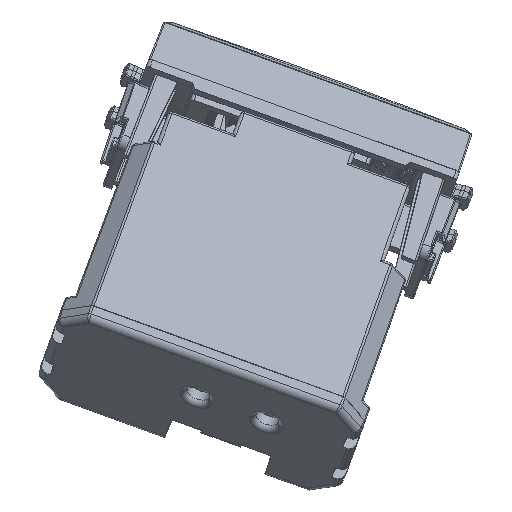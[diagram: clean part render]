
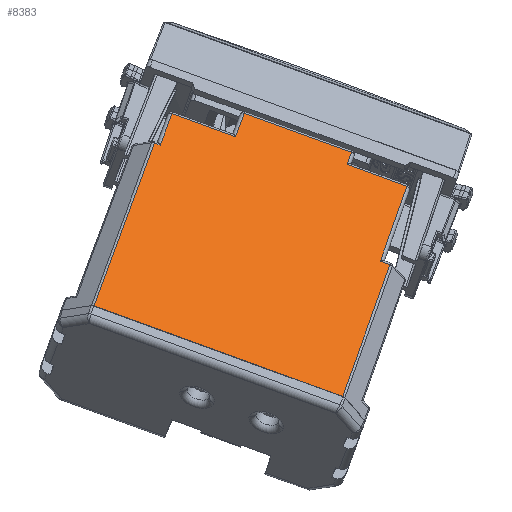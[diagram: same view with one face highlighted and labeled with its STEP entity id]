
A CAD part, left-side view. The second image highlights one B-rep face of the part: STEP entity #8383.
In plain terms, the highlighted face is planar.
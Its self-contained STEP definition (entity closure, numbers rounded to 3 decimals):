
#4129=CARTESIAN_POINT('Vertex',(-18.924,55.302,-8.7)) ;
#4132=CARTESIAN_POINT('Line Origine',(-18.924,37.336,-8.7)) ;
#4136=CARTESIAN_POINT('Vertex',(-18.924,19.369,-8.7)) ;
#8281=CARTESIAN_POINT('Vertex',(-19.124,55.219,14.204)) ;
#8284=CARTESIAN_POINT('Line Origine',(-19.,55.271,0.008)) ;
#8296=CARTESIAN_POINT('Axis2P3D Location',(-19.,59.335,0.)) ;
#8301=CARTESIAN_POINT('Line Origine',(-19.124,54.529,14.204)) ;
#8305=CARTESIAN_POINT('Vertex',(-19.124,53.839,14.204)) ;
#8308=CARTESIAN_POINT('Line Origine',(-19.181,53.783,20.704)) ;
#8312=CARTESIAN_POINT('Vertex',(-19.238,53.726,27.204)) ;
#8315=CARTESIAN_POINT('Line Origine',(-19.238,49.41,27.204)) ;
#8319=CARTESIAN_POINT('Vertex',(-19.238,45.094,27.204)) ;
#8322=CARTESIAN_POINT('Line Origine',(-19.247,45.084,28.254)) ;
#8326=CARTESIAN_POINT('Vertex',(-19.256,45.075,29.304)) ;
#8329=CARTESIAN_POINT('Line Origine',(-19.256,37.336,29.304)) ;
#8333=CARTESIAN_POINT('Vertex',(-19.256,29.596,29.304)) ;
#8336=CARTESIAN_POINT('Line Origine',(-19.238,29.578,27.254)) ;
#8340=CARTESIAN_POINT('Vertex',(-19.22,29.56,25.204)) ;
#8343=CARTESIAN_POINT('Line Origine',(-19.22,24.97,25.204)) ;
#8347=CARTESIAN_POINT('Vertex',(-19.22,20.38,25.204)) ;
#8350=CARTESIAN_POINT('Line Origine',(-19.196,20.356,22.454)) ;
#8354=CARTESIAN_POINT('Vertex',(-19.172,20.332,19.704)) ;
#8357=CARTESIAN_POINT('Line Origine',(-19.172,19.902,19.704)) ;
#8361=CARTESIAN_POINT('Vertex',(-19.172,19.472,19.704)) ;
#8364=CARTESIAN_POINT('Line Origine',(-19.048,19.42,5.502)) ;
#4133=DIRECTION('Vector Direction',(0.,-1.,0.)) ;
#8285=DIRECTION('Vector Direction',(0.009,0.004,-1.)) ;
#8297=DIRECTION('Axis2P3D Direction',(1.,-0.,0.009)) ;
#8298=DIRECTION('Axis2P3D XDirection',(0.009,0.,-1.)) ;
#8302=DIRECTION('Vector Direction',(0.,-1.,0.)) ;
#8309=DIRECTION('Vector Direction',(-0.009,-0.009,1.)) ;
#8316=DIRECTION('Vector Direction',(0.,1.,0.)) ;
#8323=DIRECTION('Vector Direction',(0.009,0.009,-1.)) ;
#8330=DIRECTION('Vector Direction',(0.,1.,0.)) ;
#8337=DIRECTION('Vector Direction',(-0.009,0.009,1.)) ;
#8344=DIRECTION('Vector Direction',(0.,-1.,0.)) ;
#8351=DIRECTION('Vector Direction',(0.009,-0.009,-1.)) ;
#8358=DIRECTION('Vector Direction',(0.,-1.,0.)) ;
#8365=DIRECTION('Vector Direction',(0.009,-0.004,-1.)) ;
#8299=AXIS2_PLACEMENT_3D('Plane Axis2P3D',#8296,#8297,#8298) ;
#8370=ORIENTED_EDGE('',*,*,#8288,.T.) ;
#8371=ORIENTED_EDGE('',*,*,#8307,.T.) ;
#8372=ORIENTED_EDGE('',*,*,#8314,.T.) ;
#8373=ORIENTED_EDGE('',*,*,#8321,.F.) ;
#8374=ORIENTED_EDGE('',*,*,#8328,.F.) ;
#8375=ORIENTED_EDGE('',*,*,#8335,.F.) ;
#8376=ORIENTED_EDGE('',*,*,#8342,.F.) ;
#8377=ORIENTED_EDGE('',*,*,#8349,.T.) ;
#8378=ORIENTED_EDGE('',*,*,#8356,.T.) ;
#8379=ORIENTED_EDGE('',*,*,#8363,.T.) ;
#8380=ORIENTED_EDGE('',*,*,#8368,.T.) ;
#8381=ORIENTED_EDGE('',*,*,#4138,.F.) ;
#4134=VECTOR('Line Direction',#4133,1.) ;
#8286=VECTOR('Line Direction',#8285,1.) ;
#8303=VECTOR('Line Direction',#8302,1.) ;
#8310=VECTOR('Line Direction',#8309,1.) ;
#8317=VECTOR('Line Direction',#8316,1.) ;
#8324=VECTOR('Line Direction',#8323,1.) ;
#8331=VECTOR('Line Direction',#8330,1.) ;
#8338=VECTOR('Line Direction',#8337,1.) ;
#8345=VECTOR('Line Direction',#8344,1.) ;
#8352=VECTOR('Line Direction',#8351,1.) ;
#8359=VECTOR('Line Direction',#8358,1.) ;
#8366=VECTOR('Line Direction',#8365,1.) ;
#8383=ADVANCED_FACE('MANIFOLD_SOLID_BREP #40',(#8382),#8300,.T.) ;
#4138=EDGE_CURVE('',#4130,#4137,#4135,.T.) ;
#8288=EDGE_CURVE('',#4130,#8282,#8287,.F.) ;
#8307=EDGE_CURVE('',#8282,#8306,#8304,.T.) ;
#8314=EDGE_CURVE('',#8306,#8313,#8311,.T.) ;
#8321=EDGE_CURVE('',#8320,#8313,#8318,.T.) ;
#8328=EDGE_CURVE('',#8327,#8320,#8325,.T.) ;
#8335=EDGE_CURVE('',#8334,#8327,#8332,.T.) ;
#8342=EDGE_CURVE('',#8341,#8334,#8339,.T.) ;
#8349=EDGE_CURVE('',#8341,#8348,#8346,.T.) ;
#8356=EDGE_CURVE('',#8348,#8355,#8353,.T.) ;
#8363=EDGE_CURVE('',#8355,#8362,#8360,.T.) ;
#8368=EDGE_CURVE('',#8362,#4137,#8367,.T.) ;
#8369=EDGE_LOOP('',(#8370,#8371,#8372,#8373,#8374,#8375,#8376,#8377,#8378,#8379,#8380,#8381)) ;
#8382=FACE_OUTER_BOUND('',#8369,.T.) ;
#4135=LINE('Line',#4132,#4134) ;
#8287=LINE('Line',#8284,#8286) ;
#8304=LINE('Line',#8301,#8303) ;
#8311=LINE('Line',#8308,#8310) ;
#8318=LINE('Line',#8315,#8317) ;
#8325=LINE('Line',#8322,#8324) ;
#8332=LINE('Line',#8329,#8331) ;
#8339=LINE('Line',#8336,#8338) ;
#8346=LINE('Line',#8343,#8345) ;
#8353=LINE('Line',#8350,#8352) ;
#8360=LINE('Line',#8357,#8359) ;
#8367=LINE('Line',#8364,#8366) ;
#8300=PLANE('',#8299) ;
#4130=VERTEX_POINT('',#4129) ;
#4137=VERTEX_POINT('',#4136) ;
#8282=VERTEX_POINT('',#8281) ;
#8306=VERTEX_POINT('',#8305) ;
#8313=VERTEX_POINT('',#8312) ;
#8320=VERTEX_POINT('',#8319) ;
#8327=VERTEX_POINT('',#8326) ;
#8334=VERTEX_POINT('',#8333) ;
#8341=VERTEX_POINT('',#8340) ;
#8348=VERTEX_POINT('',#8347) ;
#8355=VERTEX_POINT('',#8354) ;
#8362=VERTEX_POINT('',#8361) ;
